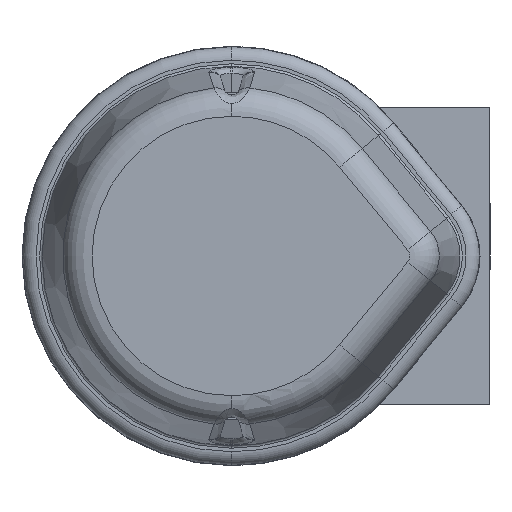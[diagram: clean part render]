
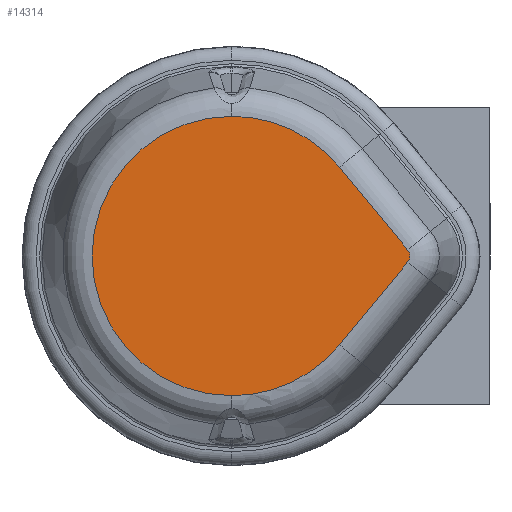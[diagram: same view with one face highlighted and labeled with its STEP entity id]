
A CAD part, front view. The second image highlights one B-rep face of the part: STEP entity #14314.
In plain terms, the highlighted planar face has unit normal (0, -1, 0).
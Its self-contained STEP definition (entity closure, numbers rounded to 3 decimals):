
#406 = CIRCLE ( 'NONE', #9111, 28.132 ) ;
#422 = LINE ( 'NONE', #5146, #8215 ) ;
#453 = ORIENTED_EDGE ( 'NONE', *, *, #12748, .T. ) ;
#542 = CIRCLE ( 'NONE', #7993, 28.132 ) ;
#665 = CARTESIAN_POINT ( 'NONE',  ( 0., -36.5, 0. ) ) ;
#1430 = EDGE_CURVE ( 'Defeatured_0_302+Defeatured_0_300+Defeatured_0_283+Defeatured_0_299', #10471, #7448, #422, .T. ) ;
#1684 = CARTESIAN_POINT ( 'NONE',  ( 0., -36.5, -28.132 ) ) ;
#1966 = CARTESIAN_POINT ( 'NONE',  ( 0., -36.5, 28.132 ) ) ;
#2032 = DIRECTION ( 'NONE',  ( 0., 0., 1. ) ) ;
#2094 = CARTESIAN_POINT ( 'NONE',  ( 34., -36.5, 0. ) ) ;
#2616 = ORIENTED_EDGE ( 'NONE', *, *, #10682, .T. ) ;
#2694 = VECTOR ( 'NONE', #10171, 1000. ) ;
#2852 = LINE ( 'NONE', #9947, #2694 ) ;
#3027 = CARTESIAN_POINT ( 'NONE',  ( 0., -36.5, 0. ) ) ;
#3092 = EDGE_CURVE ( 'Defeatured_0_302+Defeatured_0_283+Defeatured_0_298+Defeatured_0_300', #7278, #11909, #542, .T. ) ;
#3136 = FACE_OUTER_BOUND ( 'NONE', #15134, .T. ) ;
#3180 = DIRECTION ( 'NONE',  ( 0., -1., 0. ) ) ;
#4424 = DIRECTION ( 'NONE',  ( 0., -1., 0. ) ) ;
#5146 = CARTESIAN_POINT ( 'NONE',  ( 35.453, -36.5, -1.196 ) ) ;
#5741 = VERTEX_POINT ( 'NONE', #11400 ) ;
#5772 = DIRECTION ( 'NONE',  ( 0., 0., 1. ) ) ;
#6134 = AXIS2_PLACEMENT_3D ( 'NONE', #9220, #7886, #5772 ) ;
#6472 = CARTESIAN_POINT ( 'NONE',  ( 35.453, -36.5, 1.196 ) ) ;
#6688 = VERTEX_POINT ( 'NONE', #6472 ) ;
#6711 = PLANE ( 'NONE',  #6134 ) ;
#6827 = DIRECTION ( 'NONE',  ( 0., -1., 0. ) ) ;
#7178 = ORIENTED_EDGE ( 'NONE', *, *, #3092, .T. ) ;
#7278 = VERTEX_POINT ( 'NONE', #1966 ) ;
#7448 = VERTEX_POINT ( 'NONE', #10555 ) ;
#7637 = AXIS2_PLACEMENT_3D ( 'NONE', #2094, #6827, #9408 ) ;
#7774 = CARTESIAN_POINT ( 'NONE',  ( 21.72, -36.5, -17.879 ) ) ;
#7886 = DIRECTION ( 'NONE',  ( 0., -1., 0. ) ) ;
#7939 = CARTESIAN_POINT ( 'NONE',  ( 0., -36.5, 0. ) ) ;
#7993 = AXIS2_PLACEMENT_3D ( 'NONE', #3027, #3180, #8006 ) ;
#8006 = DIRECTION ( 'NONE',  ( 0., 0., 1. ) ) ;
#8215 = VECTOR ( 'NONE', #10061, 1000. ) ;
#8342 = CIRCLE ( 'NONE', #14819, 28.132 ) ;
#9111 = AXIS2_PLACEMENT_3D ( 'NONE', #665, #14833, #13675 ) ;
#9220 = CARTESIAN_POINT ( 'NONE',  ( 34., -36.5, 0. ) ) ;
#9392 = EDGE_CURVE ( 'Defeatured_0_302+Defeatured_0_283+Defeatured_0_298+Defeatured_0_300', #11909, #10471, #8342, .T. ) ;
#9408 = DIRECTION ( 'NONE',  ( 0., 0., 1. ) ) ;
#9947 = CARTESIAN_POINT ( 'NONE',  ( 21.72, -36.5, 17.879 ) ) ;
#10061 = DIRECTION ( 'NONE',  ( 0.636, 0., 0.772 ) ) ;
#10171 = DIRECTION ( 'NONE',  ( -0.636, 0., 0.772 ) ) ;
#10317 = ORIENTED_EDGE ( 'NONE', *, *, #1430, .T. ) ;
#10471 = VERTEX_POINT ( 'NONE', #7774 ) ;
#10555 = CARTESIAN_POINT ( 'NONE',  ( 35.453, -36.5, -1.196 ) ) ;
#10682 = EDGE_CURVE ( 'Defeatured_0_302+Defeatured_0_283+Defeatured_0_298+Defeatured_0_300', #5741, #7278, #406, .T. ) ;
#10724 = ORIENTED_EDGE ( 'NONE', *, *, #13779, .T. ) ;
#11400 = CARTESIAN_POINT ( 'NONE',  ( 21.72, -36.5, 17.879 ) ) ;
#11429 = ORIENTED_EDGE ( 'NONE', *, *, #9392, .T. ) ;
#11883 = CIRCLE ( 'NONE', #7637, 1.882 ) ;
#11909 = VERTEX_POINT ( 'NONE', #1684 ) ;
#12748 = EDGE_CURVE ( 'Defeatured_0_302+Defeatured_0_299+Defeatured_0_300+Defeatured_0_298', #7448, #6688, #11883, .T. ) ;
#13675 = DIRECTION ( 'NONE',  ( 0., 0., 1. ) ) ;
#13779 = EDGE_CURVE ( 'Defeatured_0_302+Defeatured_0_298+Defeatured_0_299+Defeatured_0_283', #6688, #5741, #2852, .T. ) ;
#14314 = ADVANCED_FACE ( 'Defeatured_0_302', ( #3136 ), #6711, .T. ) ;
#14819 = AXIS2_PLACEMENT_3D ( 'NONE', #7939, #4424, #2032 ) ;
#14833 = DIRECTION ( 'NONE',  ( 0., -1., 0. ) ) ;
#15134 = EDGE_LOOP ( 'NONE', ( #453, #10724, #2616, #7178, #11429, #10317 ) ) ;
